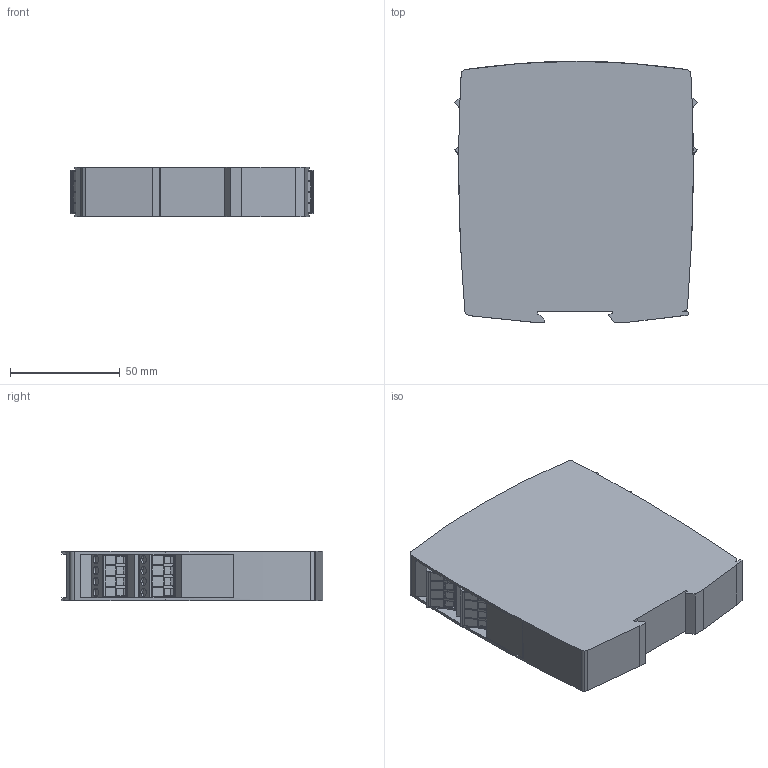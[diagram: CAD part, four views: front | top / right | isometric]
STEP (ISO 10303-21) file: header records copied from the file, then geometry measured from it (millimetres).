
FILE_DESCRIPTION (( 'STEP AP214' ), '1' );
FILE_NAME ('UG6929-60PS-100-24.STEP', '2021-05-04T12:45:37', ( '' ), ( '' ), 'SwSTEP 2.0', 'SolidWorks 2021', '' );
FILE_SCHEMA (( 'AUTOMOTIVE_DESIGN' ));
Length unit declared in the file: inch
Products named in the file (1): UG6929-60PS-100-24
Bounding box: 110.63 x 119.19 x 22.5 mm (x, y, z)
Volume: 264249.9 mm3; surface area: 36907.8 mm2
Topology: 1 solids, 1 shells, 521 faces, 1397 edges, 914 vertices
Faces by surface type: plane 437, cylinder 83, bspline 1
Full cylindrical faces by diameter (mm): 1.24 x1, 1.34 x1, 4 x16
Entity records: 15992 total; most frequent: CARTESIAN_POINT 2824, ORIENTED_EDGE 2758, DIRECTION 2607, EDGE_CURVE 1379, LINE 1189, VECTOR 1189, VERTEX_POINT 914, AXIS2_PLACEMENT_3D 709
